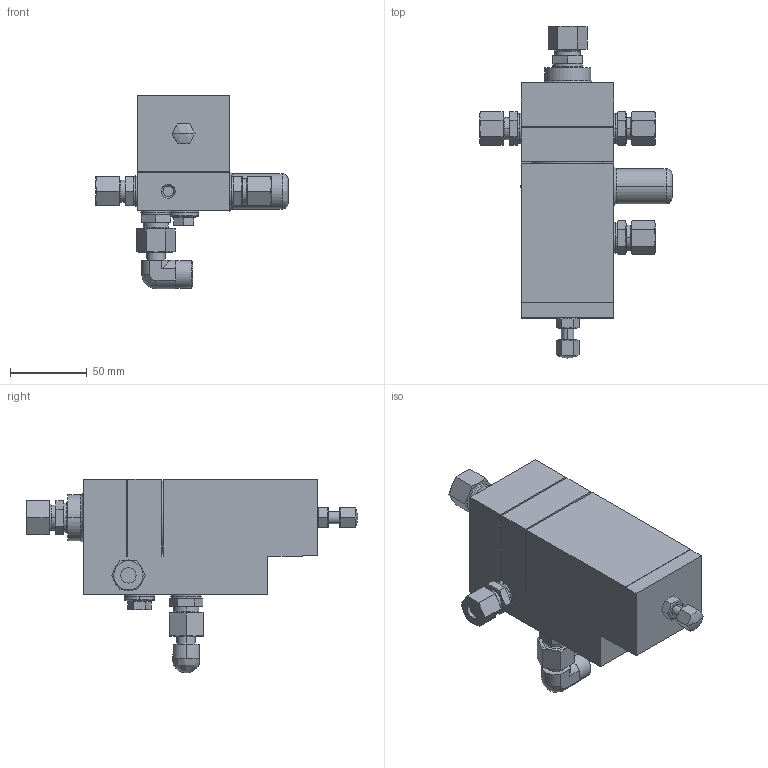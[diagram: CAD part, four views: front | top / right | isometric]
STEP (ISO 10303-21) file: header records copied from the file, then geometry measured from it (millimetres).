
FILE_DESCRIPTION (( 'STEP AP214' ), '1' );
FILE_NAME ('HON650_Folgesollwert_einstufig.STEP', '2017-03-02T12:41:00', ( '' ), ( '' ), 'SwSTEP 2.0', 'SolidWorks 2015', '' );
FILE_SCHEMA (( 'AUTOMOTIVE_DESIGN' ));
Length unit declared in the file: millimetre
Products named in the file (1): HON650_Folgesollwert_einstufig
Bounding box: 125.06 x 215.8 x 125.85 mm (x, y, z)
Volume: 713504.9 mm3; surface area: 76309.7 mm2
Topology: 1 solids, 1 shells, 384 faces, 859 edges, 511 vertices
Faces by surface type: cone 160, plane 147, cylinder 67, bspline 10
Entity records: 11714 total; most frequent: CARTESIAN_POINT 3578, ORIENTED_EDGE 1712, DIRECTION 1626, EDGE_CURVE 856, AXIS2_PLACEMENT_3D 687, VERTEX_POINT 511, EDGE_LOOP 423, FACE_OUTER_BOUND 384
